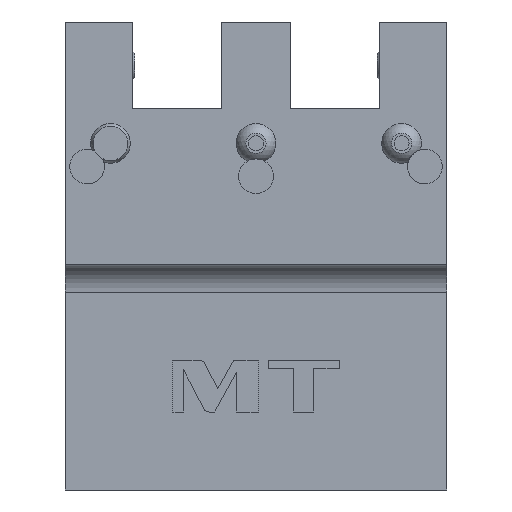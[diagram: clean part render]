
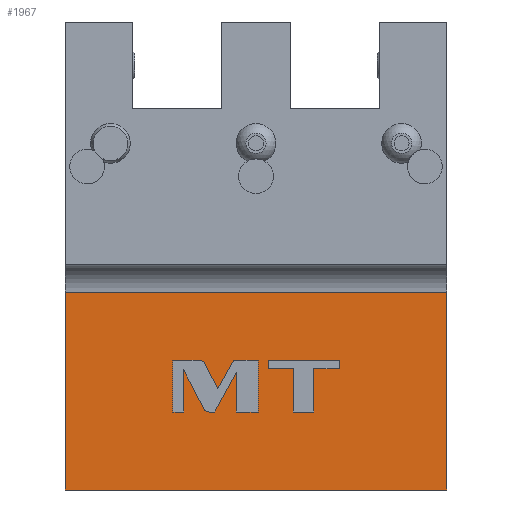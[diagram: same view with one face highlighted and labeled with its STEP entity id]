
A CAD part, left-side view. The second image highlights one B-rep face of the part: STEP entity #1967.
In plain terms, the highlighted planar face has unit normal (-1, 0, 0).
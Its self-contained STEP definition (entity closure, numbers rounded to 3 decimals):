
#1=DIRECTION('',(0.,1.,0.));
#2=VECTOR('',#1,110.);
#3=CARTESIAN_POINT('',(-40.,-55.,-50.));
#4=LINE('',#3,#2);
#25=DIRECTION('',(0.,-1.,0.));
#26=VECTOR('',#25,110.);
#27=CARTESIAN_POINT('',(-40.,55.,7.));
#28=LINE('',#27,#26);
#29=CARTESIAN_POINT('',(-40.,14.827,-13.477));
#30=CARTESIAN_POINT('',(-40.,15.139,-12.874));
#31=CARTESIAN_POINT('',(-40.,15.754,-12.5));
#32=CARTESIAN_POINT('',(-40.,16.432,-12.5));
#34=DIRECTION('',(0.,1.,0.));
#35=VECTOR('',#34,7.541);
#36=CARTESIAN_POINT('',(-40.,16.432,-12.5));
#37=LINE('',#36,#35);
#38=DIRECTION('',(0.,0.,-1.));
#39=VECTOR('',#38,15.);
#40=CARTESIAN_POINT('',(-40.,23.973,-12.5));
#41=LINE('',#40,#39);
#42=DIRECTION('',(0.,-1.,0.));
#43=VECTOR('',#42,3.12);
#44=CARTESIAN_POINT('',(-40.,23.973,-27.5));
#45=LINE('',#44,#43);
#46=DIRECTION('',(0.,0.,1.));
#47=VECTOR('',#46,12.152);
#48=CARTESIAN_POINT('',(-40.,20.853,-27.5));
#49=LINE('',#48,#47);
#50=DIRECTION('',(0.,-0.459,-0.888));
#51=VECTOR('',#50,12.58);
#52=CARTESIAN_POINT('',(-40.,20.853,-15.348));
#53=LINE('',#52,#51);
#54=CARTESIAN_POINT('',(-40.,15.075,-26.523));
#55=CARTESIAN_POINT('',(-40.,14.763,-27.126));
#56=CARTESIAN_POINT('',(-40.,14.147,-27.5));
#57=CARTESIAN_POINT('',(-40.,13.469,-27.5));
#59=DIRECTION('',(0.,-1.,0.));
#60=VECTOR('',#59,1.565);
#61=CARTESIAN_POINT('',(-40.,13.469,-27.5));
#62=LINE('',#61,#60);
#63=DIRECTION('',(0.,-0.481,0.877));
#64=VECTOR('',#63,13.015);
#65=CARTESIAN_POINT('',(-40.,11.904,-27.5));
#66=LINE('',#65,#64);
#67=DIRECTION('',(0.,0.,-1.));
#68=VECTOR('',#67,11.409);
#69=CARTESIAN_POINT('',(-40.,5.641,-16.091));
#70=LINE('',#69,#68);
#71=DIRECTION('',(0.,-1.,0.));
#72=VECTOR('',#71,6.312);
#73=CARTESIAN_POINT('',(-40.,5.641,-27.5));
#74=LINE('',#73,#72);
#75=DIRECTION('',(0.,0.,1.));
#76=VECTOR('',#75,15.);
#77=CARTESIAN_POINT('',(-40.,-0.671,-27.5));
#78=LINE('',#77,#76);
#79=DIRECTION('',(0.,1.,0.));
#80=VECTOR('',#79,7.116);
#81=CARTESIAN_POINT('',(-40.,-0.671,-12.5));
#82=LINE('',#81,#80);
#83=DIRECTION('',(0.,0.481,-0.877));
#84=VECTOR('',#83,9.511);
#85=CARTESIAN_POINT('',(-40.,6.445,-12.5));
#86=LINE('',#85,#84);
#87=DIRECTION('',(0.,0.459,0.888));
#88=VECTOR('',#87,8.286);
#89=CARTESIAN_POINT('',(-40.,11.022,-20.837));
#90=LINE('',#89,#88);
#91=DIRECTION('',(0.,0.,-1.));
#92=VECTOR('',#91,12.446);
#93=CARTESIAN_POINT('',(-40.,-10.759,-15.054));
#94=LINE('',#93,#92);
#95=DIRECTION('',(0.,-1.,0.));
#96=VECTOR('',#95,5.942);
#97=CARTESIAN_POINT('',(-40.,-10.759,-27.5));
#98=LINE('',#97,#96);
#99=DIRECTION('',(0.,0.,1.));
#100=VECTOR('',#99,12.446);
#101=CARTESIAN_POINT('',(-40.,-16.701,-27.5));
#102=LINE('',#101,#100);
#103=DIRECTION('',(0.,-1.,0.));
#104=VECTOR('',#103,7.272);
#105=CARTESIAN_POINT('',(-40.,-16.701,-15.054));
#106=LINE('',#105,#104);
#107=DIRECTION('',(0.,0.,1.));
#108=VECTOR('',#107,2.554);
#109=CARTESIAN_POINT('',(-40.,-23.973,-15.054));
#110=LINE('',#109,#108);
#111=DIRECTION('',(0.,1.,0.));
#112=VECTOR('',#111,20.486);
#113=CARTESIAN_POINT('',(-40.,-23.973,-12.5));
#114=LINE('',#113,#112);
#115=DIRECTION('',(0.,0.,-1.));
#116=VECTOR('',#115,2.554);
#117=CARTESIAN_POINT('',(-40.,-3.487,-12.5));
#118=LINE('',#117,#116);
#119=DIRECTION('',(0.,-1.,0.));
#120=VECTOR('',#119,7.272);
#121=CARTESIAN_POINT('',(-40.,-3.487,-15.054));
#122=LINE('',#121,#120);
#137=DIRECTION('',(0.,0.,1.));
#138=VECTOR('',#137,57.);
#139=CARTESIAN_POINT('',(-40.,55.,-50.));
#140=LINE('',#139,#138);
#607=DIRECTION('',(0.,0.,1.));
#608=VECTOR('',#607,57.);
#609=CARTESIAN_POINT('',(-40.,-55.,-50.));
#610=LINE('',#609,#608);
#1571=CARTESIAN_POINT('',(-40.,-55.,-50.));
#1572=CARTESIAN_POINT('',(-40.,55.,-50.));
#1573=VERTEX_POINT('',#1571);
#1574=VERTEX_POINT('',#1572);
#1579=CARTESIAN_POINT('',(-40.,55.,7.));
#1580=CARTESIAN_POINT('',(-40.,-55.,7.));
#1581=VERTEX_POINT('',#1579);
#1582=VERTEX_POINT('',#1580);
#1840=VERTEX_POINT('',#29);
#1841=VERTEX_POINT('',#32);
#1842=CARTESIAN_POINT('',(-40.,23.973,-12.5));
#1843=VERTEX_POINT('',#1842);
#1844=CARTESIAN_POINT('',(-40.,23.973,-27.5));
#1845=VERTEX_POINT('',#1844);
#1846=CARTESIAN_POINT('',(-40.,20.853,-27.5));
#1847=VERTEX_POINT('',#1846);
#1848=CARTESIAN_POINT('',(-40.,20.853,-15.348));
#1849=VERTEX_POINT('',#1848);
#1850=CARTESIAN_POINT('',(-40.,15.075,-26.523));
#1851=VERTEX_POINT('',#1850);
#1852=VERTEX_POINT('',#57);
#1853=CARTESIAN_POINT('',(-40.,11.904,-27.5));
#1854=VERTEX_POINT('',#1853);
#1855=CARTESIAN_POINT('',(-40.,5.641,-16.091));
#1856=VERTEX_POINT('',#1855);
#1857=CARTESIAN_POINT('',(-40.,5.641,-27.5));
#1858=VERTEX_POINT('',#1857);
#1859=CARTESIAN_POINT('',(-40.,-0.671,-27.5));
#1860=VERTEX_POINT('',#1859);
#1861=CARTESIAN_POINT('',(-40.,-0.671,-12.5));
#1862=VERTEX_POINT('',#1861);
#1863=CARTESIAN_POINT('',(-40.,6.445,-12.5));
#1864=VERTEX_POINT('',#1863);
#1865=CARTESIAN_POINT('',(-40.,11.022,-20.837));
#1866=VERTEX_POINT('',#1865);
#1867=CARTESIAN_POINT('',(-40.,-10.759,-15.054));
#1868=CARTESIAN_POINT('',(-40.,-10.759,-27.5));
#1869=VERTEX_POINT('',#1867);
#1870=VERTEX_POINT('',#1868);
#1871=CARTESIAN_POINT('',(-40.,-16.701,-27.5));
#1872=VERTEX_POINT('',#1871);
#1873=CARTESIAN_POINT('',(-40.,-16.701,-15.054));
#1874=VERTEX_POINT('',#1873);
#1875=CARTESIAN_POINT('',(-40.,-23.973,-15.054));
#1876=VERTEX_POINT('',#1875);
#1877=CARTESIAN_POINT('',(-40.,-23.973,-12.5));
#1878=VERTEX_POINT('',#1877);
#1879=CARTESIAN_POINT('',(-40.,-3.487,-12.5));
#1880=VERTEX_POINT('',#1879);
#1881=CARTESIAN_POINT('',(-40.,-3.487,-15.054));
#1882=VERTEX_POINT('',#1881);
#1903=CARTESIAN_POINT('',(-40.,-55.,15.));
#1904=DIRECTION('',(1.,0.,0.));
#1905=DIRECTION('',(0.,0.,-1.));
#1906=AXIS2_PLACEMENT_3D('',#1903,#1904,#1905);
#1907=PLANE('',#1906);
#1909=ORIENTED_EDGE('',*,*,#1908,.T.);
#1911=ORIENTED_EDGE('',*,*,#1910,.F.);
#1912=ORIENTED_EDGE('',*,*,#1888,.T.);
#1914=ORIENTED_EDGE('',*,*,#1913,.T.);
#1915=EDGE_LOOP('',(#1909,#1911,#1912,#1914));
#1916=FACE_OUTER_BOUND('',#1915,.F.);
#1918=ORIENTED_EDGE('',*,*,#1917,.T.);
#1920=ORIENTED_EDGE('',*,*,#1919,.T.);
#1922=ORIENTED_EDGE('',*,*,#1921,.T.);
#1924=ORIENTED_EDGE('',*,*,#1923,.T.);
#1926=ORIENTED_EDGE('',*,*,#1925,.T.);
#1928=ORIENTED_EDGE('',*,*,#1927,.T.);
#1930=ORIENTED_EDGE('',*,*,#1929,.T.);
#1932=ORIENTED_EDGE('',*,*,#1931,.T.);
#1934=ORIENTED_EDGE('',*,*,#1933,.T.);
#1936=ORIENTED_EDGE('',*,*,#1935,.T.);
#1938=ORIENTED_EDGE('',*,*,#1937,.T.);
#1940=ORIENTED_EDGE('',*,*,#1939,.T.);
#1942=ORIENTED_EDGE('',*,*,#1941,.T.);
#1944=ORIENTED_EDGE('',*,*,#1943,.T.);
#1946=ORIENTED_EDGE('',*,*,#1945,.T.);
#1947=EDGE_LOOP('',(#1918,#1920,#1922,#1924,#1926,#1928,#1930,#1932,#1934,#1936,
#1938,#1940,#1942,#1944,#1946));
#1948=FACE_BOUND('',#1947,.F.);
#1950=ORIENTED_EDGE('',*,*,#1949,.T.);
#1952=ORIENTED_EDGE('',*,*,#1951,.T.);
#1954=ORIENTED_EDGE('',*,*,#1953,.T.);
#1956=ORIENTED_EDGE('',*,*,#1955,.T.);
#1958=ORIENTED_EDGE('',*,*,#1957,.T.);
#1960=ORIENTED_EDGE('',*,*,#1959,.T.);
#1962=ORIENTED_EDGE('',*,*,#1961,.T.);
#1964=ORIENTED_EDGE('',*,*,#1963,.T.);
#1965=EDGE_LOOP('',(#1950,#1952,#1954,#1956,#1958,#1960,#1962,#1964));
#1966=FACE_BOUND('',#1965,.F.);
#1967=ADVANCED_FACE('',(#1916,#1948,#1966),#1907,.F.);
#33=B_SPLINE_CURVE_WITH_KNOTS('',3,(#29,#30,#31,#32),.UNSPECIFIED.,.F.,.F.,(4,
4),(0.,1.),.UNSPECIFIED.);
#58=B_SPLINE_CURVE_WITH_KNOTS('',3,(#54,#55,#56,#57),.UNSPECIFIED.,.F.,.F.,(4,
4),(0.,1.),.UNSPECIFIED.);
#1888=EDGE_CURVE('',#1573,#1574,#4,.T.);
#1908=EDGE_CURVE('',#1581,#1582,#28,.T.);
#1910=EDGE_CURVE('',#1573,#1582,#610,.T.);
#1913=EDGE_CURVE('',#1574,#1581,#140,.T.);
#1917=EDGE_CURVE('',#1840,#1841,#33,.T.);
#1919=EDGE_CURVE('',#1841,#1843,#37,.T.);
#1921=EDGE_CURVE('',#1843,#1845,#41,.T.);
#1923=EDGE_CURVE('',#1845,#1847,#45,.T.);
#1925=EDGE_CURVE('',#1847,#1849,#49,.T.);
#1927=EDGE_CURVE('',#1849,#1851,#53,.T.);
#1929=EDGE_CURVE('',#1851,#1852,#58,.T.);
#1931=EDGE_CURVE('',#1852,#1854,#62,.T.);
#1933=EDGE_CURVE('',#1854,#1856,#66,.T.);
#1935=EDGE_CURVE('',#1856,#1858,#70,.T.);
#1937=EDGE_CURVE('',#1858,#1860,#74,.T.);
#1939=EDGE_CURVE('',#1860,#1862,#78,.T.);
#1941=EDGE_CURVE('',#1862,#1864,#82,.T.);
#1943=EDGE_CURVE('',#1864,#1866,#86,.T.);
#1945=EDGE_CURVE('',#1866,#1840,#90,.T.);
#1949=EDGE_CURVE('',#1869,#1870,#94,.T.);
#1951=EDGE_CURVE('',#1870,#1872,#98,.T.);
#1953=EDGE_CURVE('',#1872,#1874,#102,.T.);
#1955=EDGE_CURVE('',#1874,#1876,#106,.T.);
#1957=EDGE_CURVE('',#1876,#1878,#110,.T.);
#1959=EDGE_CURVE('',#1878,#1880,#114,.T.);
#1961=EDGE_CURVE('',#1880,#1882,#118,.T.);
#1963=EDGE_CURVE('',#1882,#1869,#122,.T.);
